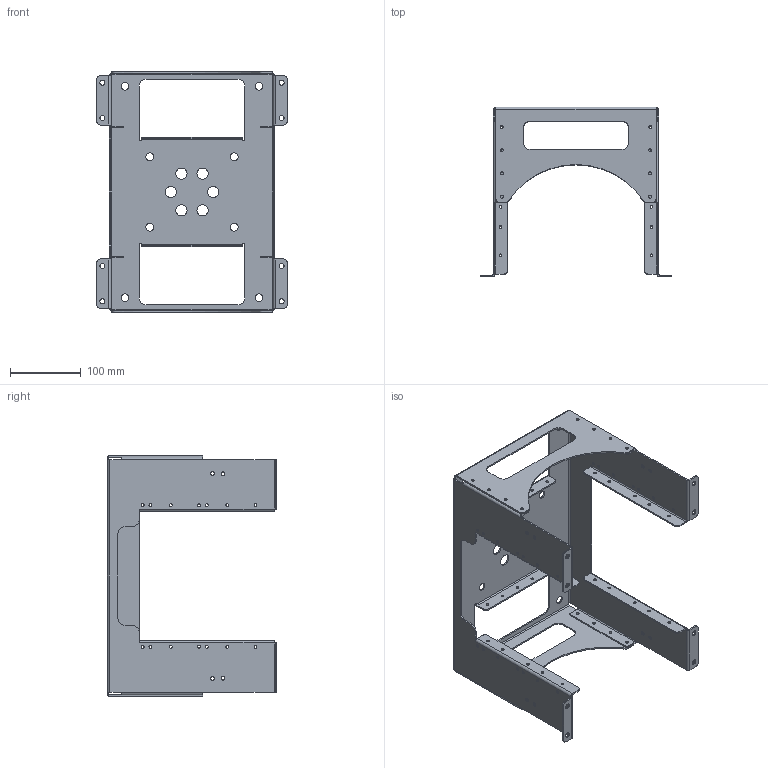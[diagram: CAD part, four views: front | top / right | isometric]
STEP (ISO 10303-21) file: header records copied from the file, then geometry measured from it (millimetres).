
FILE_DESCRIPTION (( 'STEP AP203' ), '1' );
FILE_NAME ('MMP.04.00.00.001 Center bracket.STEP', '2023-02-14T10:45:16', ( '' ), ( '' ), 'SwSTEP 2.0', 'SolidWorks 2017', '' );
FILE_SCHEMA (( 'CONFIG_CONTROL_DESIGN' ));
Length unit declared in the file: millimetre
Products named in the file (1): MMP.04.00.00.001 Center bracket
Bounding box: 270 x 240 x 341.2 mm (x, y, z)
Volume: 395193 mm3; surface area: 410606.2 mm2
Topology: 1 solids, 1 shells, 493 faces, 1329 edges, 838 vertices
Faces by surface type: cylinder 333, plane 160
Entity records: 16170 total; most frequent: DIRECTION 2983, CARTESIAN_POINT 2661, ORIENTED_EDGE 2658, EDGE_CURVE 1329, AXIS2_PLACEMENT_3D 1160, VERTEX_POINT 838, EDGE_LOOP 741, CIRCLE 666
